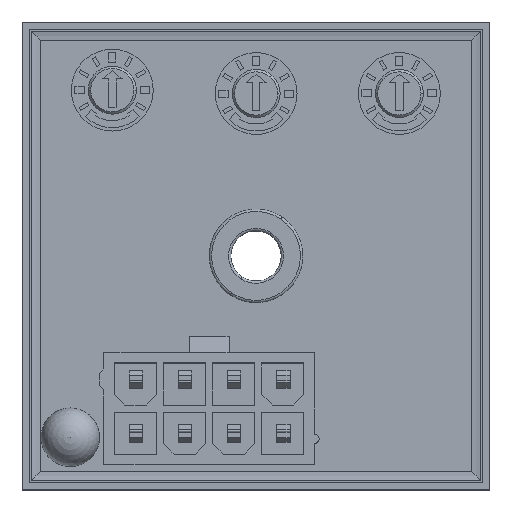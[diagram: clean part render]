
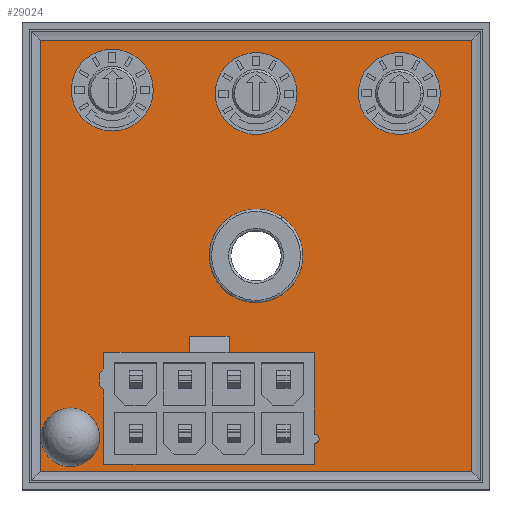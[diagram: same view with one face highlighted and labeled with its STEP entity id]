
A CAD part, top view. The second image highlights one B-rep face of the part: STEP entity #29024.
In plain terms, the highlighted planar face has unit normal (0, 0, 1).
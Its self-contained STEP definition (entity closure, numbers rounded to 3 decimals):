
#846 = DIRECTION ( 'NONE',  ( 0., 0., 1. ) ) ;
#2100 = CIRCLE ( 'NONE', #118702, 3.093 ) ;
#3470 = ORIENTED_EDGE ( 'NONE', *, *, #48155, .F. ) ;
#3883 = ORIENTED_EDGE ( 'NONE', *, *, #80725, .F. ) ;
#4660 = DIRECTION ( 'NONE',  ( 0., 1., 0. ) ) ;
#7755 = CARTESIAN_POINT ( 'NONE',  ( 0.968, 37.832, 2.9 ) ) ;
#7856 = DIRECTION ( 'NONE',  ( 0., 0., 1. ) ) ;
#10267 = EDGE_CURVE ( 'NONE', #50555, #131254, #53250, .T. ) ;
#15602 = EDGE_CURVE ( 'NONE', #30182, #90085, #2100, .T. ) ;
#16708 = DIRECTION ( 'NONE',  ( 0., -1., 0. ) ) ;
#17162 = CARTESIAN_POINT ( 'NONE',  ( 37.832, 38.6, 2.9 ) ) ;
#17847 = VECTOR ( 'NONE', #31943, 1000. ) ;
#21373 = VERTEX_POINT ( 'NONE', #7755 ) ;
#21452 = VECTOR ( 'NONE', #16708, 1000. ) ;
#25472 = VECTOR ( 'NONE', #91252, 1000. ) ;
#25923 = EDGE_LOOP ( 'NONE', ( #83089, #3883, #3470, #93376 ) ) ;
#26379 = CARTESIAN_POINT ( 'NONE',  ( 16.307, 19.4, 2.9 ) ) ;
#29024 = ADVANCED_FACE ( 'NONE', ( #43128, #71086, #102806 ), #138564, .T. ) ;
#29071 = CARTESIAN_POINT ( 'NONE',  ( 37.832, 0.968, 2.9 ) ) ;
#30182 = VERTEX_POINT ( 'NONE', #56710 ) ;
#31280 = CARTESIAN_POINT ( 'NONE',  ( 37.832, 37.832, 2.9 ) ) ;
#31943 = DIRECTION ( 'NONE',  ( 0., -1., 0. ) ) ;
#32591 = DIRECTION ( 'NONE',  ( 1., 0., 0. ) ) ;
#33126 = CARTESIAN_POINT ( 'NONE',  ( 38.6, 0.968, 2.9 ) ) ;
#33209 = DIRECTION ( 'NONE',  ( 0., 0., 1. ) ) ;
#33241 = CARTESIAN_POINT ( 'NONE',  ( 6.982, 10.718, 2.9 ) ) ;
#36553 = AXIS2_PLACEMENT_3D ( 'NONE', #79140, #7856, #91178 ) ;
#40607 = CARTESIAN_POINT ( 'NONE',  ( 0.968, 0.2, 2.9 ) ) ;
#43128 = FACE_BOUND ( 'NONE', #25923, .T. ) ;
#46776 = EDGE_CURVE ( 'NONE', #131254, #77453, #120503, .T. ) ;
#47478 = CARTESIAN_POINT ( 'NONE',  ( 0.2, 37.832, 2.9 ) ) ;
#48155 = EDGE_CURVE ( 'NONE', #77453, #151304, #58438, .T. ) ;
#50555 = VERTEX_POINT ( 'NONE', #33241 ) ;
#53040 = CARTESIAN_POINT ( 'NONE',  ( 23.986, 1.989, 2.9 ) ) ;
#53250 = LINE ( 'NONE', #103302, #17847 ) ;
#54698 = VECTOR ( 'NONE', #60567, 1000. ) ;
#56710 = CARTESIAN_POINT ( 'NONE',  ( 22.493, 19.4, 2.9 ) ) ;
#57496 = ORIENTED_EDGE ( 'NONE', *, *, #151652, .T. ) ;
#58281 = CARTESIAN_POINT ( 'NONE',  ( 0.968, 0.968, 2.9 ) ) ;
#58438 = LINE ( 'NONE', #84447, #54698 ) ;
#59492 = DIRECTION ( 'NONE',  ( -1., 0., 0. ) ) ;
#60567 = DIRECTION ( 'NONE',  ( 0., 1., 0. ) ) ;
#64828 = VERTEX_POINT ( 'NONE', #29071 ) ;
#66327 = EDGE_LOOP ( 'NONE', ( #137763, #112275 ) ) ;
#69122 = EDGE_LOOP ( 'NONE', ( #136667, #99266, #57496, #134896 ) ) ;
#69538 = CIRCLE ( 'NONE', #70641, 3.093 ) ;
#70641 = AXIS2_PLACEMENT_3D ( 'NONE', #72127, #846, #84050 ) ;
#71086 = FACE_BOUND ( 'NONE', #66327, .T. ) ;
#71926 = LINE ( 'NONE', #17162, #135270 ) ;
#72127 = CARTESIAN_POINT ( 'NONE',  ( 19.4, 19.4, 2.9 ) ) ;
#77453 = VERTEX_POINT ( 'NONE', #53040 ) ;
#79140 = CARTESIAN_POINT ( 'NONE',  ( 0., 0., 2.9 ) ) ;
#80725 = EDGE_CURVE ( 'NONE', #151304, #50555, #105698, .T. ) ;
#83089 = ORIENTED_EDGE ( 'NONE', *, *, #10267, .F. ) ;
#84050 = DIRECTION ( 'NONE',  ( 1., 0., 0. ) ) ;
#84447 = CARTESIAN_POINT ( 'NONE',  ( 23.986, 10.718, 2.9 ) ) ;
#84738 = LINE ( 'NONE', #40607, #21452 ) ;
#87157 = CARTESIAN_POINT ( 'NONE',  ( 23.986, 10.718, 2.9 ) ) ;
#90085 = VERTEX_POINT ( 'NONE', #26379 ) ;
#90646 = LINE ( 'NONE', #47478, #118525 ) ;
#91178 = DIRECTION ( 'NONE',  ( 1., 0., 0. ) ) ;
#91252 = DIRECTION ( 'NONE',  ( 1., 0., 0. ) ) ;
#93376 = ORIENTED_EDGE ( 'NONE', *, *, #46776, .F. ) ;
#95580 = LINE ( 'NONE', #33126, #123548 ) ;
#99266 = ORIENTED_EDGE ( 'NONE', *, *, #143398, .T. ) ;
#101929 = VECTOR ( 'NONE', #125547, 1000. ) ;
#102806 = FACE_OUTER_BOUND ( 'NONE', #69122, .T. ) ;
#103181 = VERTEX_POINT ( 'NONE', #31280 ) ;
#103276 = CARTESIAN_POINT ( 'NONE',  ( 6.982, 1.989, 2.9 ) ) ;
#103302 = CARTESIAN_POINT ( 'NONE',  ( 6.982, 10.718, 2.9 ) ) ;
#104593 = CARTESIAN_POINT ( 'NONE',  ( 19.4, 19.4, 2.9 ) ) ;
#105698 = LINE ( 'NONE', #113555, #101929 ) ;
#112275 = ORIENTED_EDGE ( 'NONE', *, *, #138891, .F. ) ;
#113555 = CARTESIAN_POINT ( 'NONE',  ( 6.982, 10.718, 2.9 ) ) ;
#115663 = CARTESIAN_POINT ( 'NONE',  ( 6.982, 1.989, 2.9 ) ) ;
#116469 = DIRECTION ( 'NONE',  ( 1., 0., 0. ) ) ;
#117230 = VERTEX_POINT ( 'NONE', #58281 ) ;
#118525 = VECTOR ( 'NONE', #59492, 1000. ) ;
#118702 = AXIS2_PLACEMENT_3D ( 'NONE', #104593, #33209, #116469 ) ;
#120503 = LINE ( 'NONE', #115663, #25472 ) ;
#123548 = VECTOR ( 'NONE', #32591, 1000. ) ;
#125547 = DIRECTION ( 'NONE',  ( -1., 0., 0. ) ) ;
#131254 = VERTEX_POINT ( 'NONE', #103276 ) ;
#134896 = ORIENTED_EDGE ( 'NONE', *, *, #150271, .T. ) ;
#135270 = VECTOR ( 'NONE', #4660, 1000. ) ;
#136667 = ORIENTED_EDGE ( 'NONE', *, *, #152788, .T. ) ;
#137763 = ORIENTED_EDGE ( 'NONE', *, *, #15602, .F. ) ;
#138564 = PLANE ( 'NONE',  #36553 ) ;
#138891 = EDGE_CURVE ( 'NONE', #90085, #30182, #69538, .T. ) ;
#143398 = EDGE_CURVE ( 'NONE', #64828, #103181, #71926, .T. ) ;
#150271 = EDGE_CURVE ( 'NONE', #21373, #117230, #84738, .T. ) ;
#151304 = VERTEX_POINT ( 'NONE', #87157 ) ;
#151652 = EDGE_CURVE ( 'NONE', #103181, #21373, #90646, .T. ) ;
#152788 = EDGE_CURVE ( 'NONE', #117230, #64828, #95580, .T. ) ;
